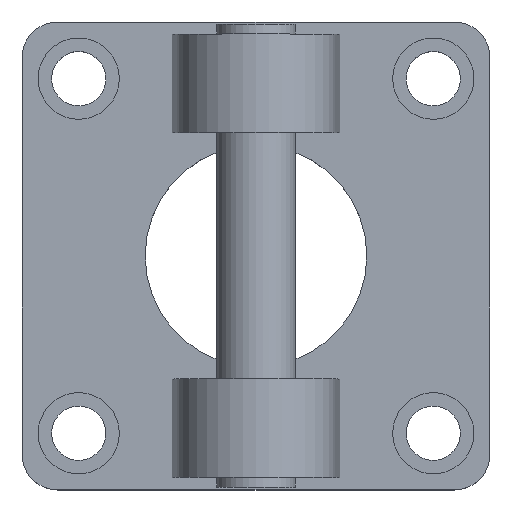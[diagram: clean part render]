
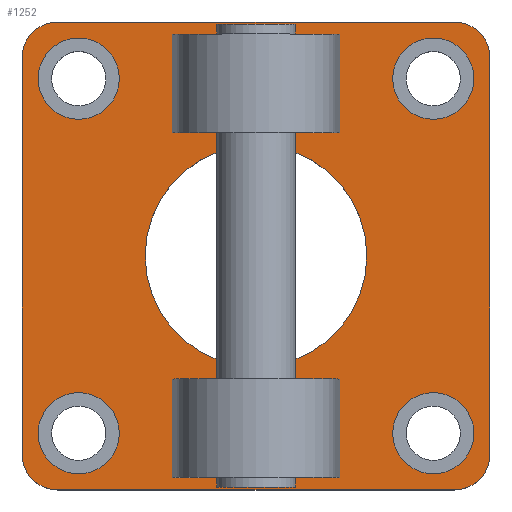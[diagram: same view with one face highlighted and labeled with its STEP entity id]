
A CAD part, top view. The second image highlights one B-rep face of the part: STEP entity #1252.
In plain terms, the highlighted planar face has unit normal (0, 0, 1).
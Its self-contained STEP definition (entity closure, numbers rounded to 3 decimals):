
#151=CARTESIAN_POINT('',(47.5,-40.25,14.));
#152=VERTEX_POINT('',#151);
#153=CARTESIAN_POINT('',(40.25,-47.5,14.));
#154=VERTEX_POINT('',#153);
#155=CARTESIAN_POINT('',(40.25,-40.25,14.));
#156=DIRECTION('',(0.0,0.0,-1.));
#157=DIRECTION('',(0.707,-0.707,0.0));
#158=AXIS2_PLACEMENT_3D('',#155,#156,#157);
#159=CIRCLE('',#158,7.25);
#160=EDGE_CURVE('',#152,#154,#159,.T.);
#202=CARTESIAN_POINT('',(47.5,40.25,14.));
#203=VERTEX_POINT('',#202);
#210=CARTESIAN_POINT('',(47.5,40.25,14.));
#211=DIRECTION('',(0.0,-1.0,0.0));
#212=VECTOR('',#211,80.5);
#213=LINE('',#210,#212);
#214=EDGE_CURVE('',#203,#152,#213,.T.);
#338=CARTESIAN_POINT('',(-47.5,40.25,14.));
#339=VERTEX_POINT('',#338);
#340=CARTESIAN_POINT('',(-40.25,47.5,14.));
#341=VERTEX_POINT('',#340);
#342=CARTESIAN_POINT('',(-40.25,40.25,14.));
#343=DIRECTION('',(0.0,0.0,-1.));
#344=DIRECTION('',(-0.707,0.707,0.0));
#345=AXIS2_PLACEMENT_3D('',#342,#343,#344);
#346=CIRCLE('',#345,7.25);
#347=EDGE_CURVE('',#339,#341,#346,.T.);
#371=CARTESIAN_POINT('',(40.25,47.5,14.));
#372=VERTEX_POINT('',#371);
#373=CARTESIAN_POINT('',(-40.25,47.5,14.));
#374=DIRECTION('',(1.0,0.0,0.0));
#375=VECTOR('',#374,80.5);
#376=LINE('',#373,#375);
#377=EDGE_CURVE('',#341,#372,#376,.T.);
#394=CARTESIAN_POINT('',(40.25,40.25,14.));
#395=DIRECTION('',(0.0,0.0,-1.));
#396=DIRECTION('',(0.707,0.707,0.0));
#397=AXIS2_PLACEMENT_3D('',#394,#395,#396);
#398=CIRCLE('',#397,7.25);
#399=EDGE_CURVE('',#372,#203,#398,.T.);
#412=CARTESIAN_POINT('',(-40.25,-47.5,14.));
#413=VERTEX_POINT('',#412);
#414=CARTESIAN_POINT('',(-47.5,-40.25,14.));
#415=VERTEX_POINT('',#414);
#416=CARTESIAN_POINT('',(-40.25,-40.25,14.));
#417=DIRECTION('',(0.0,0.0,-1.));
#418=DIRECTION('',(-0.707,-0.707,0.0));
#419=AXIS2_PLACEMENT_3D('',#416,#417,#418);
#420=CIRCLE('',#419,7.25);
#421=EDGE_CURVE('',#413,#415,#420,.T.);
#447=CARTESIAN_POINT('',(-47.5,-40.25,14.));
#448=DIRECTION('',(0.0,1.0,0.0));
#449=VECTOR('',#448,80.5);
#450=LINE('',#447,#449);
#451=EDGE_CURVE('',#415,#339,#450,.T.);
#510=CARTESIAN_POINT('',(44.25,36.,14.));
#511=VERTEX_POINT('',#510);
#512=CARTESIAN_POINT('',(36.,36.,14.));
#513=DIRECTION('',(0.0,0.0,-1.0));
#514=DIRECTION('',(1.0,0.0,0.0));
#515=AXIS2_PLACEMENT_3D('',#512,#513,#514);
#516=CIRCLE('',#515,8.25);
#517=EDGE_CURVE('',#511,#511,#516,.T.);
#612=CARTESIAN_POINT('',(-27.75,-36.0,14.));
#613=VERTEX_POINT('',#612);
#614=CARTESIAN_POINT('',(-36.,-36.0,14.));
#615=DIRECTION('',(0.0,0.0,-1.0));
#616=DIRECTION('',(1.0,0.0,0.0));
#617=AXIS2_PLACEMENT_3D('',#614,#615,#616);
#618=CIRCLE('',#617,8.25);
#619=EDGE_CURVE('',#613,#613,#618,.T.);
#714=CARTESIAN_POINT('',(-27.75,36.0,14.));
#715=VERTEX_POINT('',#714);
#716=CARTESIAN_POINT('',(-36.,36.0,14.));
#717=DIRECTION('',(0.0,0.0,-1.0));
#718=DIRECTION('',(1.0,0.0,0.0));
#719=AXIS2_PLACEMENT_3D('',#716,#717,#718);
#720=CIRCLE('',#719,8.25);
#721=EDGE_CURVE('',#715,#715,#720,.T.);
#816=CARTESIAN_POINT('',(44.25,-36.,14.));
#817=VERTEX_POINT('',#816);
#818=CARTESIAN_POINT('',(36.,-36.,14.));
#819=DIRECTION('',(0.0,0.0,-1.0));
#820=DIRECTION('',(1.0,0.0,0.0));
#821=AXIS2_PLACEMENT_3D('',#818,#819,#820);
#822=CIRCLE('',#821,8.25);
#823=EDGE_CURVE('',#817,#817,#822,.T.);
#893=CARTESIAN_POINT('',(-22.5,0.0,14.));
#894=VERTEX_POINT('',#893);
#895=CARTESIAN_POINT('',(0.0,0.0,14.));
#896=DIRECTION('',(0.0,0.0,-1.0));
#897=DIRECTION('',(-1.0,0.0,0.0));
#898=AXIS2_PLACEMENT_3D('',#895,#896,#897);
#899=CIRCLE('',#898,22.5);
#900=EDGE_CURVE('',#894,#894,#899,.T.);
#910=CARTESIAN_POINT('',(16.976,-25.0,14.));
#911=VERTEX_POINT('',#910);
#920=CARTESIAN_POINT('',(-16.976,-25.0,14.));
#921=VERTEX_POINT('',#920);
#922=CARTESIAN_POINT('',(16.976,-25.0,14.));
#923=DIRECTION('',(-1.0,0.0,0.0));
#924=VECTOR('',#923,33.952);
#925=LINE('',#922,#924);
#926=EDGE_CURVE('',#911,#921,#925,.T.);
#956=CARTESIAN_POINT('',(16.976,25.0,14.));
#957=VERTEX_POINT('',#956);
#973=CARTESIAN_POINT('',(-16.976,25.0,14.));
#974=VERTEX_POINT('',#973);
#981=CARTESIAN_POINT('',(16.976,25.0,14.));
#982=DIRECTION('',(-1.0,0.0,0.0));
#983=VECTOR('',#982,33.952);
#984=LINE('',#981,#983);
#985=EDGE_CURVE('',#957,#974,#984,.T.);
#1007=CARTESIAN_POINT('',(16.976,-45.0,14.));
#1008=VERTEX_POINT('',#1007);
#1015=CARTESIAN_POINT('',(16.976,-25.0,14.));
#1016=DIRECTION('',(0.0,-1.0,0.0));
#1017=VECTOR('',#1016,20.0);
#1018=LINE('',#1015,#1017);
#1019=EDGE_CURVE('',#911,#1008,#1018,.T.);
#1055=CARTESIAN_POINT('',(-16.976,-45.0,14.));
#1056=VERTEX_POINT('',#1055);
#1057=CARTESIAN_POINT('',(-16.976,-45.0,14.));
#1058=DIRECTION('',(0.0,1.0,0.0));
#1059=VECTOR('',#1058,20.0);
#1060=LINE('',#1057,#1059);
#1061=EDGE_CURVE('',#1056,#921,#1060,.T.);
#1080=CARTESIAN_POINT('',(16.976,-45.0,14.));
#1081=DIRECTION('',(-1.0,0.0,0.0));
#1082=VECTOR('',#1081,33.952);
#1083=LINE('',#1080,#1082);
#1084=EDGE_CURVE('',#1008,#1056,#1083,.T.);
#1099=CARTESIAN_POINT('',(16.976,45.0,14.));
#1100=VERTEX_POINT('',#1099);
#1101=CARTESIAN_POINT('',(16.976,45.0,14.));
#1102=DIRECTION('',(0.0,-1.0,0.0));
#1103=VECTOR('',#1102,20.0);
#1104=LINE('',#1101,#1103);
#1105=EDGE_CURVE('',#1100,#957,#1104,.T.);
#1156=CARTESIAN_POINT('',(-16.976,45.0,14.));
#1157=VERTEX_POINT('',#1156);
#1164=CARTESIAN_POINT('',(-16.976,25.0,14.));
#1165=DIRECTION('',(0.0,1.0,0.0));
#1166=VECTOR('',#1165,20.0);
#1167=LINE('',#1164,#1166);
#1168=EDGE_CURVE('',#974,#1157,#1167,.T.);
#1178=CARTESIAN_POINT('',(-16.976,45.0,14.));
#1179=DIRECTION('',(1.0,0.0,0.0));
#1180=VECTOR('',#1179,33.952);
#1181=LINE('',#1178,#1180);
#1182=EDGE_CURVE('',#1157,#1100,#1181,.T.);
#1199=CARTESIAN_POINT('',(40.25,-47.5,14.));
#1200=DIRECTION('',(-1.0,0.0,0.0));
#1201=VECTOR('',#1200,80.5);
#1202=LINE('',#1199,#1201);
#1203=EDGE_CURVE('',#154,#413,#1202,.T.);
#1210=CARTESIAN_POINT('',(0.0,0.,14.));
#1211=DIRECTION('',(0.0,0.0,1.0));
#1212=DIRECTION('',(1.0,0.0,0.0));
#1213=AXIS2_PLACEMENT_3D('',#1210,#1211,#1212);
#1214=PLANE('',#1213);
#1215=ORIENTED_EDGE('',*,*,#160,.F.);
#1216=ORIENTED_EDGE('',*,*,#214,.F.);
#1217=ORIENTED_EDGE('',*,*,#399,.F.);
#1218=ORIENTED_EDGE('',*,*,#377,.F.);
#1219=ORIENTED_EDGE('',*,*,#347,.F.);
#1220=ORIENTED_EDGE('',*,*,#451,.F.);
#1221=ORIENTED_EDGE('',*,*,#421,.F.);
#1222=ORIENTED_EDGE('',*,*,#1203,.F.);
#1223=EDGE_LOOP('',(#1215,#1216,#1217,#1218,#1219,#1220,#1221,#1222));
#1224=FACE_OUTER_BOUND('',#1223,.T.);
#1225=ORIENTED_EDGE('',*,*,#517,.T.);
#1226=EDGE_LOOP('',(#1225));
#1227=FACE_BOUND('',#1226,.T.);
#1228=ORIENTED_EDGE('',*,*,#619,.T.);
#1229=EDGE_LOOP('',(#1228));
#1230=FACE_BOUND('',#1229,.T.);
#1231=ORIENTED_EDGE('',*,*,#721,.T.);
#1232=EDGE_LOOP('',(#1231));
#1233=FACE_BOUND('',#1232,.T.);
#1234=ORIENTED_EDGE('',*,*,#823,.T.);
#1235=EDGE_LOOP('',(#1234));
#1236=FACE_BOUND('',#1235,.T.);
#1237=ORIENTED_EDGE('',*,*,#900,.T.);
#1238=EDGE_LOOP('',(#1237));
#1239=FACE_BOUND('',#1238,.T.);
#1240=ORIENTED_EDGE('',*,*,#1019,.T.);
#1241=ORIENTED_EDGE('',*,*,#1084,.T.);
#1242=ORIENTED_EDGE('',*,*,#1061,.T.);
#1243=ORIENTED_EDGE('',*,*,#926,.F.);
#1244=EDGE_LOOP('',(#1240,#1241,#1242,#1243));
#1245=FACE_BOUND('',#1244,.T.);
#1246=ORIENTED_EDGE('',*,*,#985,.T.);
#1247=ORIENTED_EDGE('',*,*,#1168,.T.);
#1248=ORIENTED_EDGE('',*,*,#1182,.T.);
#1249=ORIENTED_EDGE('',*,*,#1105,.T.);
#1250=EDGE_LOOP('',(#1246,#1247,#1248,#1249));
#1251=FACE_BOUND('',#1250,.T.);
#1252=ADVANCED_FACE('',(#1224,#1227,#1230,#1233,#1236,#1239,#1245,#1251),#1214,.T.);
